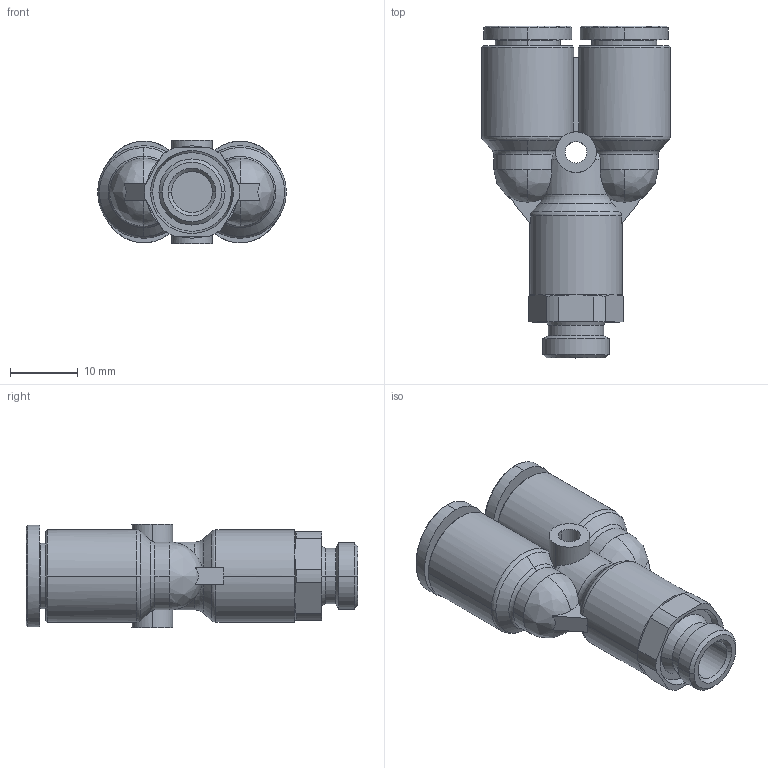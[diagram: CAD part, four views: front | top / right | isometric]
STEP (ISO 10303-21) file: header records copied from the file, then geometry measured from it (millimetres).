
FILE_DESCRIPTION (( 'STEP AP214' ), '1' );
FILE_NAME ('PWT08-G01.stp', '2015-09-24T11:35:31', ( '' ), ( '' ), 'SwSTEP 2.0', 'SolidWorks 2015', '' );
FILE_SCHEMA (( 'AUTOMOTIVE_DESIGN' ));
Length unit declared in the file: millimetre
Products named in the file (2): ｦ+ﾃｦ1; PWT08-G01
Assembly tree (1 placements, depth 2):
  PWT08-G01
    ｦ+ﾃｦ1
Bounding box: 27.8 x 48.9 x 15.2 mm (x, y, z)
Volume: 7324.7 mm3; surface area: 5156.5 mm2
Topology: 1 solids, 1 shells, 874 faces, 2462 edges, 1632 vertices
Faces by surface type: plane 704, bspline 75, cylinder 54, cone 35, torus 6
Entity records: 31105 total; most frequent: CARTESIAN_POINT 7973, ORIENTED_EDGE 4924, DIRECTION 4019, EDGE_CURVE 2462, VECTOR 2055, LINE 2055, VERTEX_POINT 1632, AXIS2_PLACEMENT_3D 982
